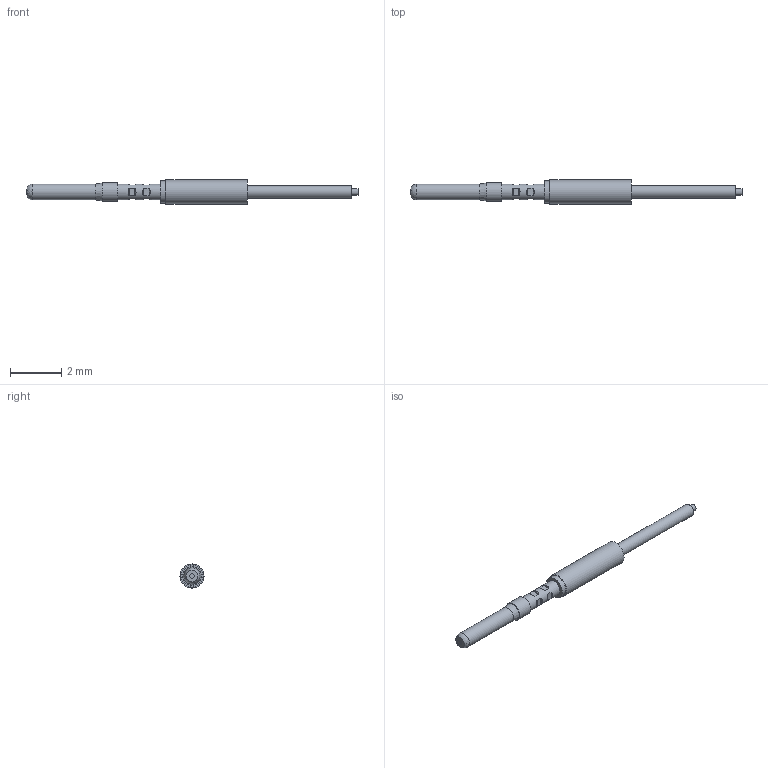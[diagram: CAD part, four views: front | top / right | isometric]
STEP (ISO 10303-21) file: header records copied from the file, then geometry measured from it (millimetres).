
FILE_DESCRIPTION (( 'STEP AP214' ), '1' );
FILE_NAME ('WJ30C36_ _.STEP', '2019-07-18T13:00:06', ( '' ), ( '' ), 'SwSTEP 2.0', 'SolidWorks 2018', '' );
FILE_SCHEMA (( 'AUTOMOTIVE_DESIGN' ));
Length unit declared in the file: inch
Products named in the file (1): WJ30C36_ _
Bounding box: 12.95 x 0.94 x 0.94 mm (x, y, z)
Volume: 4.7 mm3; surface area: 28.3 mm2
Topology: 1 solids, 1 shells, 59 faces, 134 edges, 89 vertices
Faces by surface type: plane 33, cylinder 24, cone 1, sphere 1
Full cylindrical faces by diameter (mm): 0.178 x1, 0.254 x1, 0.495 x1, 0.617 x2, 0.737 x1, 0.864 x1, 0.94 x1
Entity records: 2637 total; most frequent: CARTESIAN_POINT 688, ORIENTED_EDGE 228, DIRECTION 204, EDGE_CURVE 114, EDGE_LOOP 84, VERTEX_POINT 82, AXIS2_PLACEMENT_3D 78, FACE_OUTER_BOUND 68
